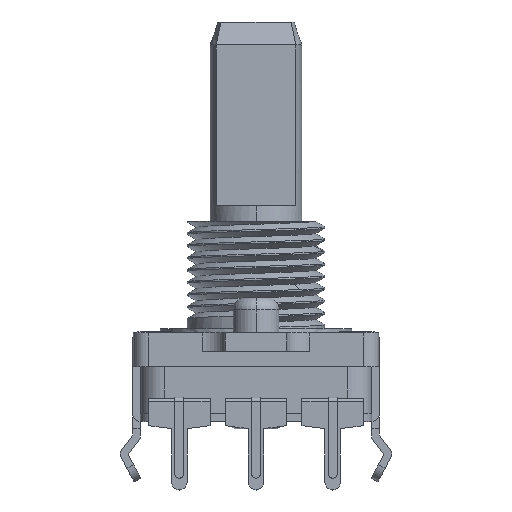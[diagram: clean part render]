
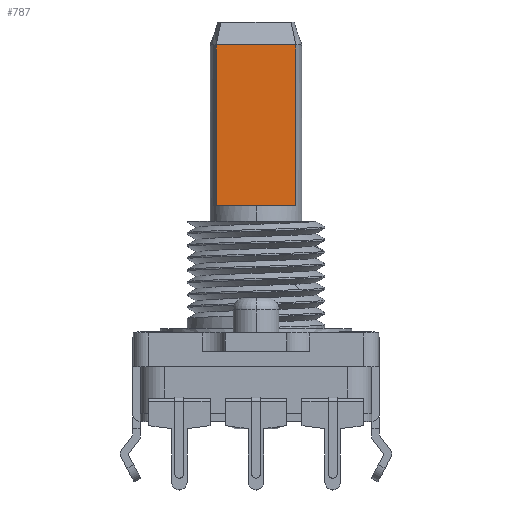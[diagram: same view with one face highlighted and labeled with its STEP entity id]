
A CAD part, top view. The second image highlights one B-rep face of the part: STEP entity #787.
In plain terms, the highlighted planar face has unit normal (0, 0, 1).
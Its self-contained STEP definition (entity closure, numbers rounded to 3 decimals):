
#116 = VECTOR ( 'NONE', #12142, 1000. ) ;
#137 = EDGE_CURVE ( 'NONE', #4954, #6517, #1557, .T. ) ;
#293 = EDGE_CURVE ( 'NONE', #2203, #4954, #10218, .T. ) ;
#787 = ADVANCED_FACE ( 'NONE', ( #7417 ), #11783, .F. ) ;
#1434 = CARTESIAN_POINT ( 'NONE',  ( 2.598, 10.5, 1.5 ) ) ;
#1500 = VECTOR ( 'NONE', #3688, 1000. ) ;
#1557 = LINE ( 'NONE', #7820, #1500 ) ;
#1752 = VERTEX_POINT ( 'NONE', #10383 ) ;
#1799 = CARTESIAN_POINT ( 'NONE',  ( -2.598, 10.5, 1.5 ) ) ;
#2073 = EDGE_LOOP ( 'NONE', ( #7643, #7470, #3869, #4701 ) ) ;
#2203 = VERTEX_POINT ( 'NONE', #1799 ) ;
#3495 = CARTESIAN_POINT ( 'NONE',  ( -2.598, 10.5, 1.5 ) ) ;
#3688 = DIRECTION ( 'NONE',  ( 1., 0., 0. ) ) ;
#3869 = ORIENTED_EDGE ( 'NONE', *, *, #6263, .F. ) ;
#4029 = LINE ( 'NONE', #5145, #116 ) ;
#4074 = VECTOR ( 'NONE', #10087, 1000. ) ;
#4286 = CARTESIAN_POINT ( 'NONE',  ( -0.866, 10.5, 1.5 ) ) ;
#4701 = ORIENTED_EDGE ( 'NONE', *, *, #137, .F. ) ;
#4954 = VERTEX_POINT ( 'NONE', #12694 ) ;
#5145 = CARTESIAN_POINT ( 'NONE',  ( 2.598, 23.4, 1.5 ) ) ;
#5658 = EDGE_CURVE ( 'NONE', #2203, #1752, #11925, .T. ) ;
#6263 = EDGE_CURVE ( 'NONE', #6517, #1752, #4029, .T. ) ;
#6517 = VERTEX_POINT ( 'NONE', #12917 ) ;
#7417 = FACE_OUTER_BOUND ( 'NONE', #2073, .T. ) ;
#7470 = ORIENTED_EDGE ( 'NONE', *, *, #5658, .T. ) ;
#7643 = ORIENTED_EDGE ( 'NONE', *, *, #293, .F. ) ;
#7820 = CARTESIAN_POINT ( 'NONE',  ( 10.62, 21., 1.5 ) ) ;
#8617 = DIRECTION ( 'NONE',  ( 0., 0., -1. ) ) ;
#8974 = AXIS2_PLACEMENT_3D ( 'NONE', #11572, #8617, #12721 ) ;
#9101 = CARTESIAN_POINT ( 'NONE',  ( -2.598, 23.4, 1.5 ) ) ;
#9444 = CARTESIAN_POINT ( 'NONE',  ( 0.866, 10.5, 1.5 ) ) ;
#10087 = DIRECTION ( 'NONE',  ( 0., 1., 0. ) ) ;
#10218 = LINE ( 'NONE', #9101, #4074 ) ;
#10383 = CARTESIAN_POINT ( 'NONE',  ( 2.598, 10.5, 1.5 ) ) ;
#11572 = CARTESIAN_POINT ( 'NONE',  ( 10.62, 10.5, 1.5 ) ) ;
#11783 = PLANE ( 'NONE',  #8974 ) ;
#11925 = B_SPLINE_CURVE_WITH_KNOTS ( 'NONE', 3,
 ( #3495, #4286, #9444, #1434 ),
 .UNSPECIFIED., .F., .F.,
 ( 4, 4 ),
 ( 0., 1. ),
 .UNSPECIFIED. ) ;
#12142 = DIRECTION ( 'NONE',  ( 0., -1., 0. ) ) ;
#12694 = CARTESIAN_POINT ( 'NONE',  ( -2.598, 21., 1.5 ) ) ;
#12721 = DIRECTION ( 'NONE',  ( -1., 0., 0. ) ) ;
#12917 = CARTESIAN_POINT ( 'NONE',  ( 2.598, 21., 1.5 ) ) ;
